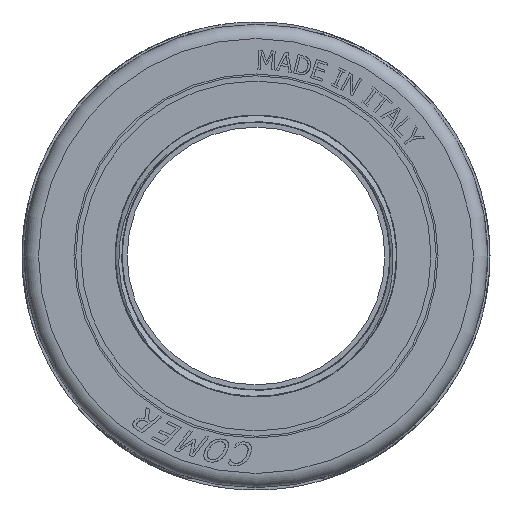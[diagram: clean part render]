
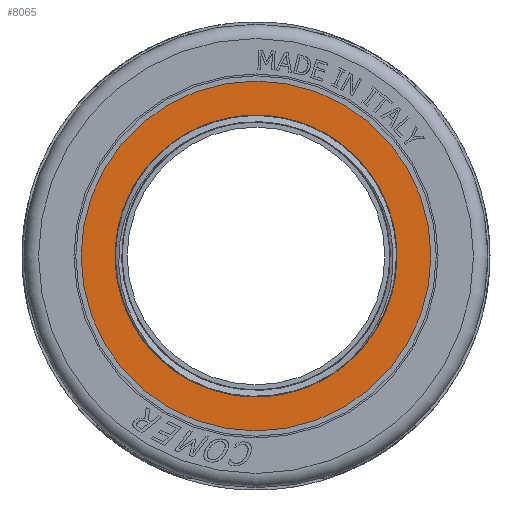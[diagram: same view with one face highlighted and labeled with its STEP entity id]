
A CAD part, left-side view. The second image highlights one B-rep face of the part: STEP entity #8065.
In plain terms, the highlighted planar face has unit normal (-1, 0, 0).
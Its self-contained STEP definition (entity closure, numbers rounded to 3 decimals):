
#316=CIRCLE('',#8668,37.);
#317=CIRCLE('',#8670,29.805);
#707=FACE_BOUND('',#1604,.T.);
#1097=FACE_OUTER_BOUND('',#1603,.T.);
#1603=EDGE_LOOP('',(#6943));
#1604=EDGE_LOOP('',(#6944));
#3769=VERTEX_POINT('',#19944);
#3770=VERTEX_POINT('',#19947);
#4854=EDGE_CURVE('',#3769,#3769,#316,.T.);
#4855=EDGE_CURVE('',#3770,#3770,#317,.T.);
#6943=ORIENTED_EDGE('',*,*,#4854,.T.);
#6944=ORIENTED_EDGE('',*,*,#4855,.F.);
#7655=PLANE('',#8669);
#8065=ADVANCED_FACE('',(#1097,#707),#7655,.T.);
#8668=AXIS2_PLACEMENT_3D('',#19945,#10449,#10450);
#8669=AXIS2_PLACEMENT_3D('',#19946,#10451,#10452);
#8670=AXIS2_PLACEMENT_3D('',#19948,#10453,#10454);
#10449=DIRECTION('center_axis',(-1.,0.,0.));
#10450=DIRECTION('ref_axis',(0.,0.,1.));
#10451=DIRECTION('center_axis',(-1.,0.,0.));
#10452=DIRECTION('ref_axis',(0.,0.,1.));
#10453=DIRECTION('center_axis',(-1.,0.,0.));
#10454=DIRECTION('ref_axis',(0.,0.,1.));
#19944=CARTESIAN_POINT('',(0.,-37.,0.));
#19945=CARTESIAN_POINT('Origin',(0.,0.,0.));
#19946=CARTESIAN_POINT('Origin',(0.,-29.805,0.));
#19947=CARTESIAN_POINT('',(0.,-29.805,0.));
#19948=CARTESIAN_POINT('Origin',(0.,0.,0.));
